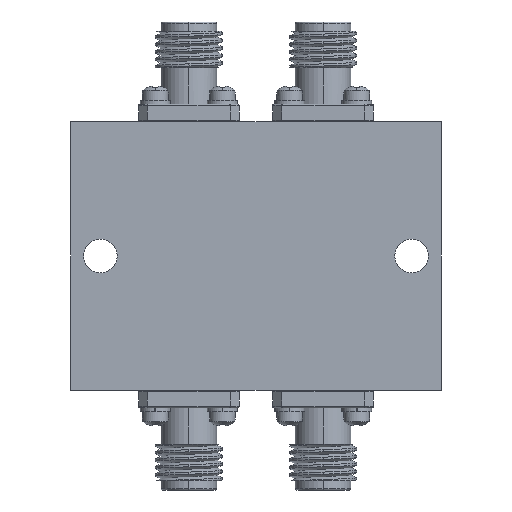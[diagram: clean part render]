
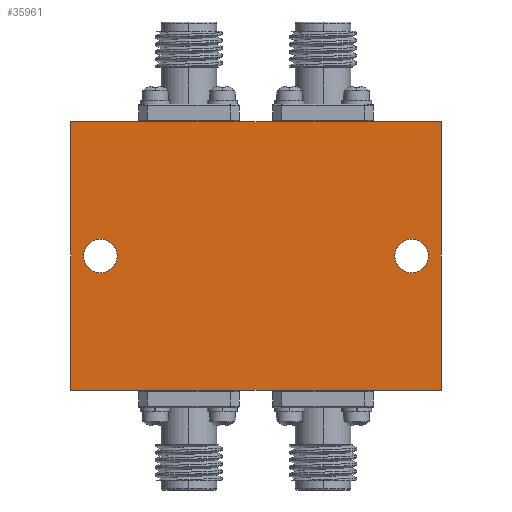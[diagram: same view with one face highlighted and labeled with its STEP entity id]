
A CAD part, front view. The second image highlights one B-rep face of the part: STEP entity #35961.
In plain terms, the highlighted planar face has unit normal (0, -1, 0).
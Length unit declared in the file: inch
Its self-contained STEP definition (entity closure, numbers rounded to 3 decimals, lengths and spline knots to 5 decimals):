
#238 = VERTEX_POINT ( 'NONE', #22920 ) ;
#668 = ORIENTED_EDGE ( 'NONE', *, *, #33421, .F. ) ;
#2351 = DIRECTION ( 'NONE',  ( 0., 1., 0. ) ) ;
#2938 = VECTOR ( 'NONE', #64340, 39.37008 ) ;
#4302 = ORIENTED_EDGE ( 'NONE', *, *, #31756, .T. ) ;
#5205 = CARTESIAN_POINT ( 'NONE',  ( -1.15878, -0.24686, -0.3032 ) ) ;
#5631 = LINE ( 'NONE', #22302, #70196 ) ;
#5856 = VERTEX_POINT ( 'NONE', #34499 ) ;
#6939 = EDGE_CURVE ( 'NONE', #54449, #71623, #5631, .T. ) ;
#10211 = CIRCLE ( 'NONE', #50007, 0.0625 ) ;
#10426 = ORIENTED_EDGE ( 'NONE', *, *, #55082, .T. ) ;
#13546 = CARTESIAN_POINT ( 'NONE',  ( 0.11122, -0.24686, 0.1968 ) ) ;
#13691 = VERTEX_POINT ( 'NONE', #37716 ) ;
#13959 = DIRECTION ( 'NONE',  ( 0., 0., 1. ) ) ;
#15405 = FACE_OUTER_BOUND ( 'NONE', #45189, .T. ) ;
#15647 = EDGE_CURVE ( 'NONE', #37424, #54449, #24683, .T. ) ;
#15875 = VECTOR ( 'NONE', #45343, 39.37008 ) ;
#17312 = LINE ( 'NONE', #34011, #15875 ) ;
#17743 = DIRECTION ( 'NONE',  ( 0., 0., 1. ) ) ;
#18462 = CARTESIAN_POINT ( 'NONE',  ( -1.15878, -0.24686, -0.3032 ) ) ;
#20718 = DIRECTION ( 'NONE',  ( 0., -1., 0. ) ) ;
#22302 = CARTESIAN_POINT ( 'NONE',  ( -1.26878, -0.24686, 0.1968 ) ) ;
#22920 = CARTESIAN_POINT ( 'NONE',  ( 0.00122, -0.24686, -0.3657 ) ) ;
#23448 = CIRCLE ( 'NONE', #53607, 0.0625 ) ;
#24683 = LINE ( 'NONE', #46962, #2938 ) ;
#25698 = CARTESIAN_POINT ( 'NONE',  ( -0.57878, -0.24686, -0.3032 ) ) ;
#26105 = CARTESIAN_POINT ( 'NONE',  ( -1.26878, -0.24686, 0.1968 ) ) ;
#26714 = AXIS2_PLACEMENT_3D ( 'NONE', #5205, #29028, #50963 ) ;
#26807 = ORIENTED_EDGE ( 'NONE', *, *, #6939, .F. ) ;
#26826 = FACE_BOUND ( 'NONE', #33557, .T. ) ;
#28721 = DIRECTION ( 'NONE',  ( 0., 0., 1. ) ) ;
#28794 = ORIENTED_EDGE ( 'NONE', *, *, #56530, .T. ) ;
#29028 = DIRECTION ( 'NONE',  ( 0., 1., 0. ) ) ;
#31756 = EDGE_CURVE ( 'NONE', #42924, #5856, #39934, .T. ) ;
#33421 = EDGE_CURVE ( 'NONE', #35937, #37424, #17312, .T. ) ;
#33557 = EDGE_LOOP ( 'NONE', ( #28794, #10426 ) ) ;
#34011 = CARTESIAN_POINT ( 'NONE',  ( 0.11122, -0.24686, 0.1968 ) ) ;
#34499 = CARTESIAN_POINT ( 'NONE',  ( -1.15878, -0.24686, -0.3657 ) ) ;
#35937 = VERTEX_POINT ( 'NONE', #13546 ) ;
#35961 = ADVANCED_FACE ( 'NONE', ( #26826, #15405, #43423 ), #49840, .T. ) ;
#36263 = DIRECTION ( 'NONE',  ( 0., 1., 0. ) ) ;
#36276 = LINE ( 'NONE', #26105, #50328 ) ;
#37424 = VERTEX_POINT ( 'NONE', #73161 ) ;
#37716 = CARTESIAN_POINT ( 'NONE',  ( 0.00122, -0.24686, -0.2407 ) ) ;
#39934 = CIRCLE ( 'NONE', #26714, 0.0625 ) ;
#40270 = CARTESIAN_POINT ( 'NONE',  ( -1.15878, -0.24686, -0.2407 ) ) ;
#42046 = DIRECTION ( 'NONE',  ( 0., 0., 1. ) ) ;
#42924 = VERTEX_POINT ( 'NONE', #40270 ) ;
#43423 = FACE_BOUND ( 'NONE', #60454, .T. ) ;
#44170 = DIRECTION ( 'NONE',  ( 0., 0., -1. ) ) ;
#45137 = AXIS2_PLACEMENT_3D ( 'NONE', #18462, #36263, #13959 ) ;
#45186 = CARTESIAN_POINT ( 'NONE',  ( -1.26878, -0.24686, -0.8032 ) ) ;
#45189 = EDGE_LOOP ( 'NONE', ( #668, #46984, #26807, #64698 ) ) ;
#45343 = DIRECTION ( 'NONE',  ( 0., 0., -1. ) ) ;
#45989 = CARTESIAN_POINT ( 'NONE',  ( -1.26878, -0.24686, 0.1968 ) ) ;
#46962 = CARTESIAN_POINT ( 'NONE',  ( -1.26878, -0.24686, -0.8032 ) ) ;
#46984 = ORIENTED_EDGE ( 'NONE', *, *, #49527, .F. ) ;
#49527 = EDGE_CURVE ( 'NONE', #71623, #35937, #36276, .T. ) ;
#49840 = PLANE ( 'NONE',  #51525 ) ;
#49931 = CIRCLE ( 'NONE', #45137, 0.0625 ) ;
#50007 = AXIS2_PLACEMENT_3D ( 'NONE', #52152, #64606, #17743 ) ;
#50328 = VECTOR ( 'NONE', #71418, 39.37008 ) ;
#50963 = DIRECTION ( 'NONE',  ( 0., 0., 1. ) ) ;
#51525 = AXIS2_PLACEMENT_3D ( 'NONE', #25698, #20718, #44170 ) ;
#52152 = CARTESIAN_POINT ( 'NONE',  ( 0.00122, -0.24686, -0.3032 ) ) ;
#53607 = AXIS2_PLACEMENT_3D ( 'NONE', #70004, #2351, #42046 ) ;
#54449 = VERTEX_POINT ( 'NONE', #45186 ) ;
#55082 = EDGE_CURVE ( 'NONE', #13691, #238, #10211, .T. ) ;
#56530 = EDGE_CURVE ( 'NONE', #238, #13691, #23448, .T. ) ;
#57926 = ORIENTED_EDGE ( 'NONE', *, *, #63362, .T. ) ;
#60454 = EDGE_LOOP ( 'NONE', ( #57926, #4302 ) ) ;
#63362 = EDGE_CURVE ( 'NONE', #5856, #42924, #49931, .T. ) ;
#64340 = DIRECTION ( 'NONE',  ( -1., 0., 0. ) ) ;
#64606 = DIRECTION ( 'NONE',  ( 0., 1., 0. ) ) ;
#64698 = ORIENTED_EDGE ( 'NONE', *, *, #15647, .F. ) ;
#70004 = CARTESIAN_POINT ( 'NONE',  ( 0.00122, -0.24686, -0.3032 ) ) ;
#70196 = VECTOR ( 'NONE', #28721, 39.37008 ) ;
#71418 = DIRECTION ( 'NONE',  ( 1., 0., 0. ) ) ;
#71623 = VERTEX_POINT ( 'NONE', #45989 ) ;
#73161 = CARTESIAN_POINT ( 'NONE',  ( 0.11122, -0.24686, -0.8032 ) ) ;
